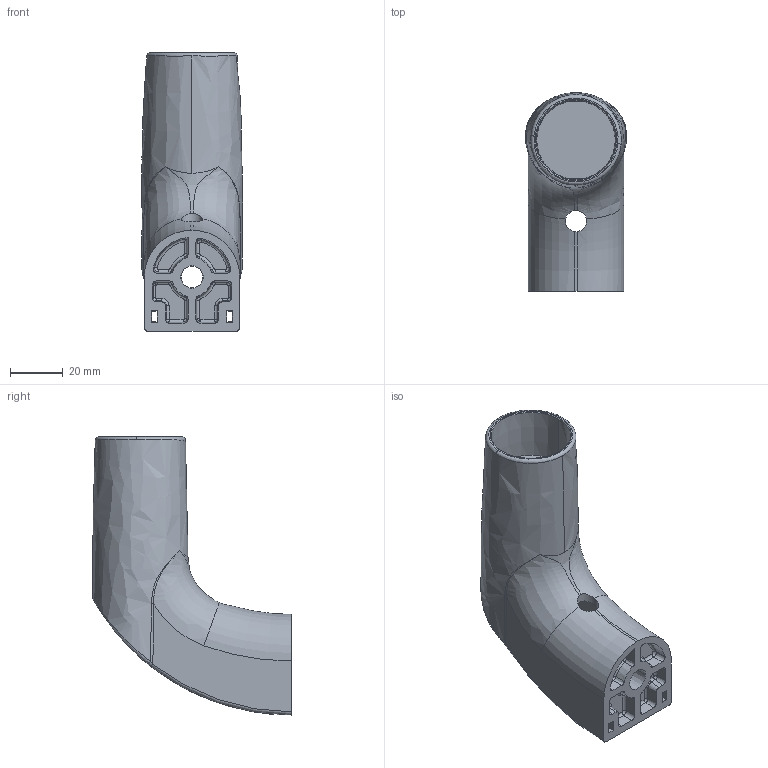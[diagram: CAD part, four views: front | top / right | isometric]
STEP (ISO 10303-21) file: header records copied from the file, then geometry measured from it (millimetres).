
FILE_DESCRIPTION (( 'STEP AP214' ), '1' );
FILE_NAME ('092013.STEP', '2014-08-14T13:45:27', ( '' ), ( '' ), 'SwSTEP 2.0', 'SolidWorks 2014', '' );
FILE_SCHEMA (( 'AUTOMOTIVE_DESIGN' ));
Length unit declared in the file: millimetre
Products named in the file (1): 092013
Bounding box: 38.15 x 75 x 105 mm (x, y, z)
Volume: 43961.5 mm3; surface area: 27301.4 mm2
Topology: 1 solids, 1 shells, 159 faces, 407 edges, 249 vertices
Faces by surface type: bspline 61, plane 37, cylinder 27, cone 18, torus 16
Entity records: 9058 total; most frequent: CARTESIAN_POINT 5684, ORIENTED_EDGE 810, DIRECTION 562, EDGE_CURVE 405, VERTEX_POINT 249, AXIS2_PLACEMENT_3D 226, EDGE_LOOP 168, FACE_OUTER_BOUND 159
